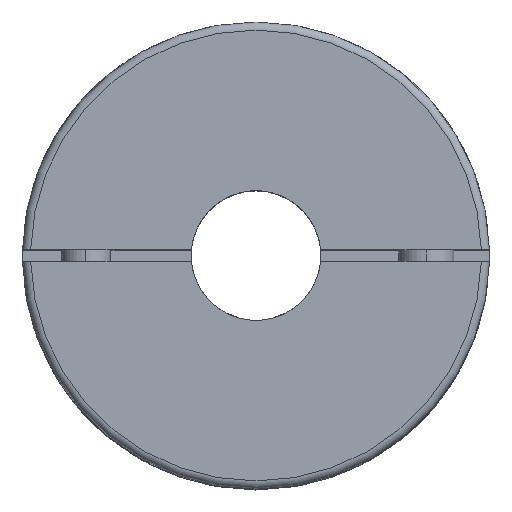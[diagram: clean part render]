
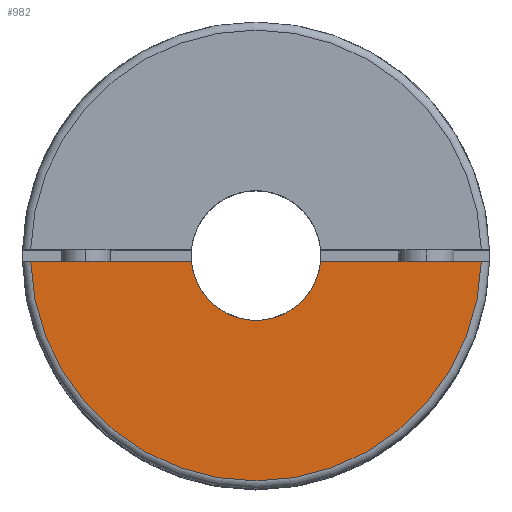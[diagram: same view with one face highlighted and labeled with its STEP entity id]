
A CAD part, top view. The second image highlights one B-rep face of the part: STEP entity #982.
In plain terms, the highlighted planar face has unit normal (0, 0, 1).
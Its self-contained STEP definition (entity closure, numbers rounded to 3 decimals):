
#26 = CARTESIAN_POINT ( 'NONE',  ( 0., 0., 0. ) ) ;
#47 = CARTESIAN_POINT ( 'NONE',  ( -13.896, -0.35, 0. ) ) ;
#345 = VECTOR ( 'NONE', #1830, 1000. ) ;
#411 = CARTESIAN_POINT ( 'NONE',  ( -3.985, -0.35, 0. ) ) ;
#649 = CARTESIAN_POINT ( 'NONE',  ( 0., 0., 0. ) ) ;
#904 = VERTEX_POINT ( 'NONE', #47 ) ;
#982 = ADVANCED_FACE ( 'NONE', ( #2317 ), #5283, .T. ) ;
#1032 = CARTESIAN_POINT ( 'NONE',  ( -14.4, -0.35, 0. ) ) ;
#1334 = EDGE_CURVE ( 'NONE', #2186, #4172, #5276, .T. ) ;
#1470 = EDGE_CURVE ( 'NONE', #904, #1988, #5240, .T. ) ;
#1830 = DIRECTION ( 'NONE',  ( 1., 0., 0. ) ) ;
#1888 = CIRCLE ( 'NONE', #4793, 13.9 ) ;
#1988 = VERTEX_POINT ( 'NONE', #411 ) ;
#2186 = VERTEX_POINT ( 'NONE', #2672 ) ;
#2192 = VECTOR ( 'NONE', #3111, 1000. ) ;
#2210 = AXIS2_PLACEMENT_3D ( 'NONE', #26, #5401, #2553 ) ;
#2249 = CARTESIAN_POINT ( 'NONE',  ( -14.4, -0.35, 0. ) ) ;
#2317 = FACE_OUTER_BOUND ( 'NONE', #4660, .T. ) ;
#2553 = DIRECTION ( 'NONE',  ( -1., 0., 0. ) ) ;
#2656 = CIRCLE ( 'NONE', #2210, 4. ) ;
#2672 = CARTESIAN_POINT ( 'NONE',  ( 3.985, -0.35, 0. ) ) ;
#2682 = EDGE_CURVE ( 'NONE', #2186, #1988, #2656, .T. ) ;
#3041 = ORIENTED_EDGE ( 'NONE', *, *, #2682, .T. ) ;
#3111 = DIRECTION ( 'NONE',  ( 1., 0., 0. ) ) ;
#3308 = ORIENTED_EDGE ( 'NONE', *, *, #1470, .F. ) ;
#4076 = DIRECTION ( 'NONE',  ( -1., 0., 0. ) ) ;
#4172 = VERTEX_POINT ( 'NONE', #4514 ) ;
#4425 = ORIENTED_EDGE ( 'NONE', *, *, #1334, .F. ) ;
#4438 = DIRECTION ( 'NONE',  ( 0., 0., 1. ) ) ;
#4488 = CARTESIAN_POINT ( 'NONE',  ( 0., 13.9, 0. ) ) ;
#4514 = CARTESIAN_POINT ( 'NONE',  ( 13.896, -0.35, 0. ) ) ;
#4517 = DIRECTION ( 'NONE',  ( 0., 0., -1. ) ) ;
#4604 = AXIS2_PLACEMENT_3D ( 'NONE', #4488, #4438, #4911 ) ;
#4660 = EDGE_LOOP ( 'NONE', ( #3308, #4956, #4425, #3041 ) ) ;
#4793 = AXIS2_PLACEMENT_3D ( 'NONE', #649, #4517, #4076 ) ;
#4834 = EDGE_CURVE ( 'NONE', #4172, #904, #1888, .T. ) ;
#4911 = DIRECTION ( 'NONE',  ( 1., 0., 0. ) ) ;
#4956 = ORIENTED_EDGE ( 'NONE', *, *, #4834, .F. ) ;
#5240 = LINE ( 'NONE', #2249, #345 ) ;
#5276 = LINE ( 'NONE', #1032, #2192 ) ;
#5283 = PLANE ( 'NONE',  #4604 ) ;
#5401 = DIRECTION ( 'NONE',  ( 0., 0., -1. ) ) ;
